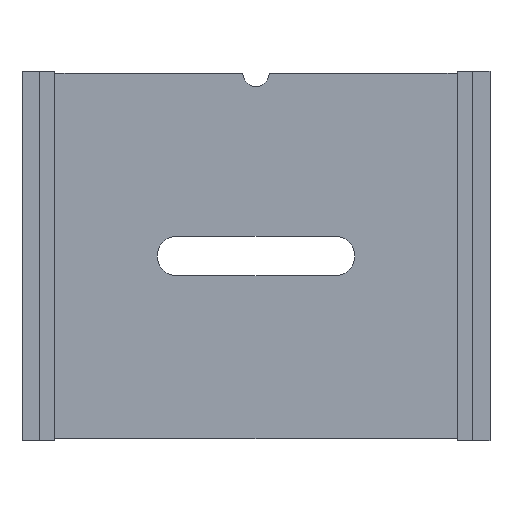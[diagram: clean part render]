
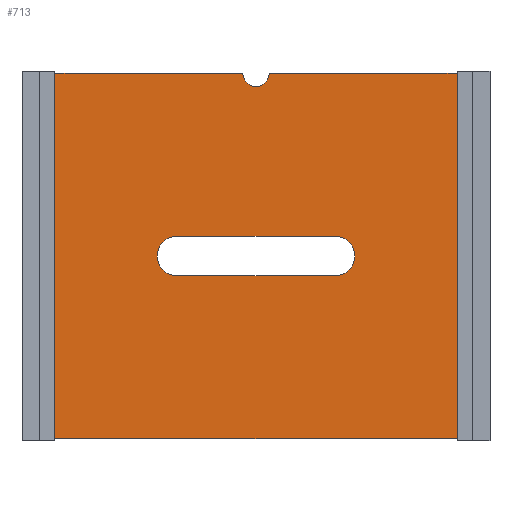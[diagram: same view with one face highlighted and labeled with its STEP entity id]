
A CAD part, top view. The second image highlights one B-rep face of the part: STEP entity #713.
In plain terms, the highlighted planar face has unit normal (0, 0, 1).
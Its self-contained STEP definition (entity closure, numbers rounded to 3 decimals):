
#5 = CARTESIAN_POINT ( 'NONE',  ( -60., 15., 22. ) ) ;
#18 = EDGE_CURVE ( 'NONE', #1180, #1091, #946, .T. ) ;
#21 = VERTEX_POINT ( 'NONE', #438 ) ;
#38 = VERTEX_POINT ( 'NONE', #262 ) ;
#41 = DIRECTION ( 'NONE',  ( 0., 0., 1. ) ) ;
#50 = ORIENTED_EDGE ( 'NONE', *, *, #1311, .F. ) ;
#71 = DIRECTION ( 'NONE',  ( 1., 0., 0. ) ) ;
#89 = DIRECTION ( 'NONE',  ( 0., 0., 1. ) ) ;
#105 = ORIENTED_EDGE ( 'NONE', *, *, #1174, .F. ) ;
#109 = CARTESIAN_POINT ( 'NONE',  ( 152.5, -138.5, 22. ) ) ;
#112 = CARTESIAN_POINT ( 'NONE',  ( 152.5, -138.5, 22. ) ) ;
#164 = CARTESIAN_POINT ( 'NONE',  ( -60., 15., 22. ) ) ;
#166 = DIRECTION ( 'NONE',  ( 1., 0., 0. ) ) ;
#172 = LINE ( 'NONE', #5, #1627 ) ;
#178 = ORIENTED_EDGE ( 'NONE', *, *, #1238, .F. ) ;
#208 = CARTESIAN_POINT ( 'NONE',  ( 60., 0., 22. ) ) ;
#235 = CARTESIAN_POINT ( 'NONE',  ( -152.5, 138.5, 22. ) ) ;
#250 = VERTEX_POINT ( 'NONE', #112 ) ;
#262 = CARTESIAN_POINT ( 'NONE',  ( 75., 0., 22. ) ) ;
#277 = LINE ( 'NONE', #109, #664 ) ;
#299 = ORIENTED_EDGE ( 'NONE', *, *, #1159, .F. ) ;
#303 = VECTOR ( 'NONE', #1340, 1000. ) ;
#306 = CARTESIAN_POINT ( 'NONE',  ( -152.5, -138.5, 22. ) ) ;
#342 = DIRECTION ( 'NONE',  ( 0., 0., 1. ) ) ;
#346 = FACE_BOUND ( 'NONE', #687, .T. ) ;
#426 = CARTESIAN_POINT ( 'NONE',  ( 10., 138.5, 22. ) ) ;
#430 = VERTEX_POINT ( 'NONE', #1267 ) ;
#438 = CARTESIAN_POINT ( 'NONE',  ( -60., -15., 22. ) ) ;
#449 = ORIENTED_EDGE ( 'NONE', *, *, #775, .F. ) ;
#506 = CARTESIAN_POINT ( 'NONE',  ( 60., 15., 22. ) ) ;
#510 = CARTESIAN_POINT ( 'NONE',  ( -152.5, -138.5, 22. ) ) ;
#544 = EDGE_CURVE ( 'NONE', #1678, #1180, #1596, .T. ) ;
#588 = AXIS2_PLACEMENT_3D ( 'NONE', #510, #342, #166 ) ;
#594 = CARTESIAN_POINT ( 'NONE',  ( 60., -15., 22. ) ) ;
#609 = DIRECTION ( 'NONE',  ( 1., 0., 0. ) ) ;
#662 = CIRCLE ( 'NONE', #1318, 15. ) ;
#664 = VECTOR ( 'NONE', #1635, 1000. ) ;
#665 = VERTEX_POINT ( 'NONE', #426 ) ;
#685 = PLANE ( 'NONE',  #588 ) ;
#687 = EDGE_LOOP ( 'NONE', ( #50, #178, #105, #299, #449 ) ) ;
#713 = ADVANCED_FACE ( 'NONE', ( #1358, #346 ), #685, .T. ) ;
#767 = CARTESIAN_POINT ( 'NONE',  ( 0., 138.5, 22. ) ) ;
#774 = CARTESIAN_POINT ( 'NONE',  ( -152.5, 138.5, 22. ) ) ;
#775 = EDGE_CURVE ( 'NONE', #21, #1109, #1449, .T. ) ;
#808 = DIRECTION ( 'NONE',  ( 1., 0., 0. ) ) ;
#916 = LINE ( 'NONE', #235, #1613 ) ;
#929 = CARTESIAN_POINT ( 'NONE',  ( -10., 138.5, 22. ) ) ;
#931 = AXIS2_PLACEMENT_3D ( 'NONE', #208, #41, #1574 ) ;
#946 = LINE ( 'NONE', #774, #1097 ) ;
#985 = DIRECTION ( 'NONE',  ( 0., 0., 1. ) ) ;
#1014 = AXIS2_PLACEMENT_3D ( 'NONE', #767, #89, #1614 ) ;
#1023 = ORIENTED_EDGE ( 'NONE', *, *, #544, .F. ) ;
#1042 = ORIENTED_EDGE ( 'NONE', *, *, #1582, .F. ) ;
#1081 = DIRECTION ( 'NONE',  ( 1., 0., 0. ) ) ;
#1091 = VERTEX_POINT ( 'NONE', #929 ) ;
#1097 = VECTOR ( 'NONE', #609, 1000. ) ;
#1109 = VERTEX_POINT ( 'NONE', #594 ) ;
#1119 = CIRCLE ( 'NONE', #1457, 15. ) ;
#1124 = CIRCLE ( 'NONE', #931, 15. ) ;
#1159 = EDGE_CURVE ( 'NONE', #1109, #38, #1124, .T. ) ;
#1164 = CARTESIAN_POINT ( 'NONE',  ( 60., 0., 22. ) ) ;
#1170 = VERTEX_POINT ( 'NONE', #164 ) ;
#1174 = EDGE_CURVE ( 'NONE', #38, #1523, #1119, .T. ) ;
#1180 = VERTEX_POINT ( 'NONE', #1658 ) ;
#1183 = ORIENTED_EDGE ( 'NONE', *, *, #1447, .T. ) ;
#1205 = ORIENTED_EDGE ( 'NONE', *, *, #18, .F. ) ;
#1214 = EDGE_LOOP ( 'NONE', ( #1042, #1205, #1023, #1183, #1555, #1622 ) ) ;
#1230 = DIRECTION ( 'NONE',  ( 1., 0., 0. ) ) ;
#1234 = DIRECTION ( 'NONE',  ( 0., 1., 0. ) ) ;
#1238 = EDGE_CURVE ( 'NONE', #1523, #1170, #172, .T. ) ;
#1266 = CARTESIAN_POINT ( 'NONE',  ( -60., -15., 22. ) ) ;
#1267 = CARTESIAN_POINT ( 'NONE',  ( 152.5, 138.5, 22. ) ) ;
#1311 = EDGE_CURVE ( 'NONE', #1170, #21, #662, .T. ) ;
#1318 = AXIS2_PLACEMENT_3D ( 'NONE', #1593, #1419, #1230 ) ;
#1340 = DIRECTION ( 'NONE',  ( 1., 0., 0. ) ) ;
#1358 = FACE_OUTER_BOUND ( 'NONE', #1214, .T. ) ;
#1375 = EDGE_CURVE ( 'NONE', #250, #430, #277, .T. ) ;
#1398 = EDGE_CURVE ( 'NONE', #665, #430, #916, .T. ) ;
#1407 = CIRCLE ( 'NONE', #1014, 10. ) ;
#1419 = DIRECTION ( 'NONE',  ( 0., 0., 1. ) ) ;
#1423 = CARTESIAN_POINT ( 'NONE',  ( -152.5, -138.5, 22. ) ) ;
#1447 = EDGE_CURVE ( 'NONE', #1678, #250, #1679, .T. ) ;
#1449 = LINE ( 'NONE', #1266, #1565 ) ;
#1457 = AXIS2_PLACEMENT_3D ( 'NONE', #1164, #985, #808 ) ;
#1490 = VECTOR ( 'NONE', #1234, 1000. ) ;
#1523 = VERTEX_POINT ( 'NONE', #506 ) ;
#1530 = CARTESIAN_POINT ( 'NONE',  ( -152.5, -138.5, 22. ) ) ;
#1550 = DIRECTION ( 'NONE',  ( -1., 0., 0. ) ) ;
#1555 = ORIENTED_EDGE ( 'NONE', *, *, #1375, .T. ) ;
#1565 = VECTOR ( 'NONE', #1081, 1000. ) ;
#1574 = DIRECTION ( 'NONE',  ( 1., 0., 0. ) ) ;
#1582 = EDGE_CURVE ( 'NONE', #1091, #665, #1407, .T. ) ;
#1593 = CARTESIAN_POINT ( 'NONE',  ( -60., 0., 22. ) ) ;
#1596 = LINE ( 'NONE', #1423, #1490 ) ;
#1613 = VECTOR ( 'NONE', #71, 1000. ) ;
#1614 = DIRECTION ( 'NONE',  ( 1., 0., 0. ) ) ;
#1622 = ORIENTED_EDGE ( 'NONE', *, *, #1398, .F. ) ;
#1627 = VECTOR ( 'NONE', #1550, 1000. ) ;
#1635 = DIRECTION ( 'NONE',  ( 0., 1., 0. ) ) ;
#1658 = CARTESIAN_POINT ( 'NONE',  ( -152.5, 138.5, 22. ) ) ;
#1678 = VERTEX_POINT ( 'NONE', #306 ) ;
#1679 = LINE ( 'NONE', #1530, #303 ) ;
